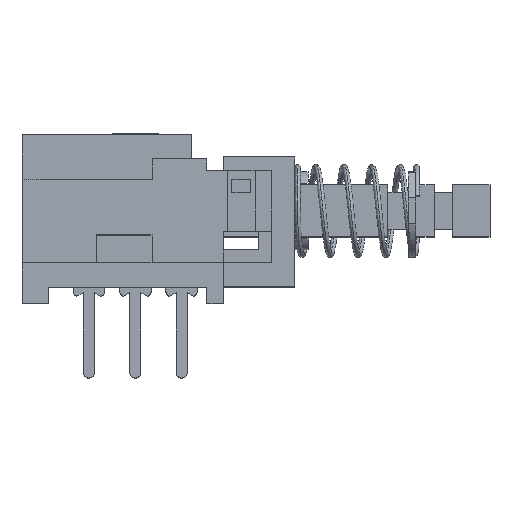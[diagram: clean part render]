
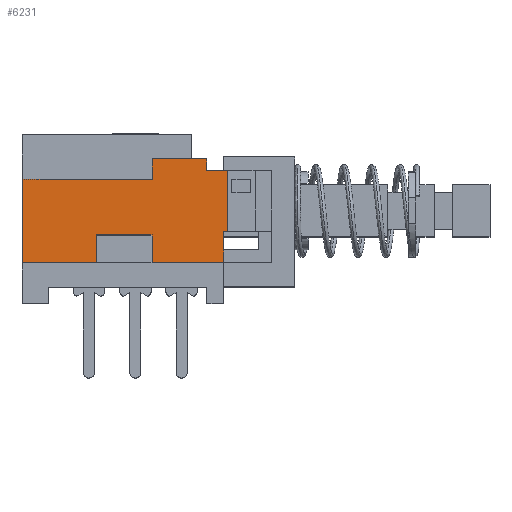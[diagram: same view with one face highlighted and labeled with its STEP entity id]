
A CAD part, top view. The second image highlights one B-rep face of the part: STEP entity #6231.
In plain terms, the highlighted planar face has unit normal (0, 0, 1).
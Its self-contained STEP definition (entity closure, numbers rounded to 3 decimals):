
#1049 = CARTESIAN_POINT ( 'NONE',  ( -3.35, 2.2, 3.65 ) ) ;
#1197 = ORIENTED_EDGE ( 'NONE', *, *, #2916, .T. ) ;
#1233 = CARTESIAN_POINT ( 'NONE',  ( 3.7, 3.9, 3.65 ) ) ;
#1462 = CARTESIAN_POINT ( 'NONE',  ( -3.35, 2.2, 3.65 ) ) ;
#1823 = CARTESIAN_POINT ( 'NONE',  ( 3.5, 2.2, 3.65 ) ) ;
#1864 = CARTESIAN_POINT ( 'NONE',  ( 3.5, 2.9, 3.65 ) ) ;
#1885 = DIRECTION ( 'NONE',  ( -1., 0., 0. ) ) ;
#1968 = EDGE_CURVE ( 'NONE', #14422, #8368, #8811, .T. ) ;
#2181 = CARTESIAN_POINT ( 'NONE',  ( 4.8, 3.9, 3.65 ) ) ;
#2311 = VECTOR ( 'NONE', #13836, 1000. ) ;
#2366 = DIRECTION ( 'NONE',  ( 0., -1., 0. ) ) ;
#2459 = DIRECTION ( 'NONE',  ( 0., -1., 0. ) ) ;
#2607 = VECTOR ( 'NONE', #2366, 1000. ) ;
#2639 = ORIENTED_EDGE ( 'NONE', *, *, #12960, .T. ) ;
#2734 = ORIENTED_EDGE ( 'NONE', *, *, #8103, .T. ) ;
#2916 = EDGE_CURVE ( 'NONE', #6288, #8972, #4405, .T. ) ;
#3012 = EDGE_LOOP ( 'NONE', ( #14062, #1197, #9491, #6058, #4776, #4496, #11026, #9638, #4533, #13592, #2734, #2639, #8409, #10904, #10897 ) ) ;
#3437 = VECTOR ( 'NONE', #11027, 1000. ) ;
#3509 = VECTOR ( 'NONE', #9393, 1000. ) ;
#3779 = LINE ( 'NONE', #4354, #3437 ) ;
#3822 = VERTEX_POINT ( 'NONE', #5608 ) ;
#3856 = FACE_OUTER_BOUND ( 'NONE', #3012, .T. ) ;
#4127 = CARTESIAN_POINT ( 'NONE',  ( -0.35, 2.2, 3.65 ) ) ;
#4273 = LINE ( 'NONE', #7273, #12943 ) ;
#4354 = CARTESIAN_POINT ( 'NONE',  ( 3.5, 2.2, 3.65 ) ) ;
#4405 = LINE ( 'NONE', #10985, #14508 ) ;
#4496 = ORIENTED_EDGE ( 'NONE', *, *, #4978, .T. ) ;
#4533 = ORIENTED_EDGE ( 'NONE', *, *, #10149, .T. ) ;
#4555 = EDGE_CURVE ( 'NONE', #11913, #3822, #10930, .T. ) ;
#4615 = VECTOR ( 'NONE', #13499, 1000. ) ;
#4677 = LINE ( 'NONE', #5389, #13370 ) ;
#4755 = CARTESIAN_POINT ( 'NONE',  ( 3.5, 7.171, 3.65 ) ) ;
#4776 = ORIENTED_EDGE ( 'NONE', *, *, #1968, .T. ) ;
#4826 = EDGE_CURVE ( 'NONE', #9396, #11456, #4950, .T. ) ;
#4950 = LINE ( 'NONE', #1864, #4615 ) ;
#4978 = EDGE_CURVE ( 'NONE', #8368, #11913, #13921, .T. ) ;
#5015 = CARTESIAN_POINT ( 'NONE',  ( 2.6, 7.8, 3.65 ) ) ;
#5070 = EDGE_CURVE ( 'NONE', #14077, #14422, #8700, .T. ) ;
#5162 = CARTESIAN_POINT ( 'NONE',  ( 3.7, 7.171, 3.65 ) ) ;
#5214 = EDGE_CURVE ( 'NONE', #5967, #6288, #12078, .T. ) ;
#5317 = VECTOR ( 'NONE', #13137, 1000. ) ;
#5389 = CARTESIAN_POINT ( 'NONE',  ( 3.5, 3.7, 3.65 ) ) ;
#5482 = DIRECTION ( 'NONE',  ( 1., 0., 0. ) ) ;
#5608 = CARTESIAN_POINT ( 'NONE',  ( -7.35, 6.7, 3.65 ) ) ;
#5750 = VECTOR ( 'NONE', #2459, 1000. ) ;
#5800 = PLANE ( 'NONE',  #12045 ) ;
#5967 = VERTEX_POINT ( 'NONE', #14258 ) ;
#6058 = ORIENTED_EDGE ( 'NONE', *, *, #5070, .T. ) ;
#6104 = VECTOR ( 'NONE', #8520, 1000. ) ;
#6231 = ADVANCED_FACE ( 'NONE', ( #3856 ), #5800, .T. ) ;
#6263 = VECTOR ( 'NONE', #9695, 1000. ) ;
#6288 = VERTEX_POINT ( 'NONE', #1233 ) ;
#6535 = CARTESIAN_POINT ( 'NONE',  ( 3.5, 2.2, 3.65 ) ) ;
#6821 = CARTESIAN_POINT ( 'NONE',  ( -3.35, 3.7, 3.65 ) ) ;
#6867 = VERTEX_POINT ( 'NONE', #14517 ) ;
#6959 = VERTEX_POINT ( 'NONE', #6821 ) ;
#7012 = VERTEX_POINT ( 'NONE', #9626 ) ;
#7113 = EDGE_CURVE ( 'NONE', #5967, #9396, #8762, .T. ) ;
#7273 = CARTESIAN_POINT ( 'NONE',  ( -7.35, 2.2, 3.65 ) ) ;
#7312 = CARTESIAN_POINT ( 'NONE',  ( 3.5, 2.9, 3.65 ) ) ;
#7657 = EDGE_CURVE ( 'NONE', #8972, #14077, #11106, .T. ) ;
#8032 = DIRECTION ( 'NONE',  ( 0., -1., 0. ) ) ;
#8082 = CARTESIAN_POINT ( 'NONE',  ( -0.35, 2.2, 3.65 ) ) ;
#8103 = EDGE_CURVE ( 'NONE', #6959, #6867, #4677, .T. ) ;
#8368 = VERTEX_POINT ( 'NONE', #10461 ) ;
#8409 = ORIENTED_EDGE ( 'NONE', *, *, #10770, .T. ) ;
#8506 = LINE ( 'NONE', #1823, #6263 ) ;
#8520 = DIRECTION ( 'NONE',  ( 0., 1., 0. ) ) ;
#8590 = CARTESIAN_POINT ( 'NONE',  ( 3.5, 6.7, 3.65 ) ) ;
#8700 = LINE ( 'NONE', #12921, #6104 ) ;
#8762 = LINE ( 'NONE', #6535, #3509 ) ;
#8811 = LINE ( 'NONE', #11907, #5317 ) ;
#8972 = VERTEX_POINT ( 'NONE', #5162 ) ;
#8999 = VECTOR ( 'NONE', #1885, 1000. ) ;
#9051 = VECTOR ( 'NONE', #5482, 1000. ) ;
#9118 = CARTESIAN_POINT ( 'NONE',  ( 3.5, 2.2, 3.65 ) ) ;
#9393 = DIRECTION ( 'NONE',  ( 0., -1., 0. ) ) ;
#9396 = VERTEX_POINT ( 'NONE', #7312 ) ;
#9491 = ORIENTED_EDGE ( 'NONE', *, *, #7657, .T. ) ;
#9626 = CARTESIAN_POINT ( 'NONE',  ( -7.35, 2.2, 3.65 ) ) ;
#9638 = ORIENTED_EDGE ( 'NONE', *, *, #11818, .T. ) ;
#9695 = DIRECTION ( 'NONE',  ( 1., 0., 0. ) ) ;
#9798 = DIRECTION ( 'NONE',  ( 1., 0., 0. ) ) ;
#9947 = VERTEX_POINT ( 'NONE', #1462 ) ;
#10149 = EDGE_CURVE ( 'NONE', #7012, #9947, #3779, .T. ) ;
#10461 = CARTESIAN_POINT ( 'NONE',  ( -0.35, 7.8, 3.65 ) ) ;
#10770 = EDGE_CURVE ( 'NONE', #14624, #11456, #8506, .T. ) ;
#10897 = ORIENTED_EDGE ( 'NONE', *, *, #7113, .F. ) ;
#10904 = ORIENTED_EDGE ( 'NONE', *, *, #4826, .F. ) ;
#10930 = LINE ( 'NONE', #8590, #8999 ) ;
#10985 = CARTESIAN_POINT ( 'NONE',  ( 3.7, 2.2, 3.65 ) ) ;
#11026 = ORIENTED_EDGE ( 'NONE', *, *, #4555, .T. ) ;
#11027 = DIRECTION ( 'NONE',  ( 1., 0., 0. ) ) ;
#11034 = DIRECTION ( 'NONE',  ( 0., 1., 0. ) ) ;
#11106 = LINE ( 'NONE', #4755, #2311 ) ;
#11237 = LINE ( 'NONE', #8082, #2607 ) ;
#11307 = CARTESIAN_POINT ( 'NONE',  ( -0.35, 2.2, 3.65 ) ) ;
#11367 = CARTESIAN_POINT ( 'NONE',  ( 2.6, 7.171, 3.65 ) ) ;
#11456 = VERTEX_POINT ( 'NONE', #14666 ) ;
#11721 = CARTESIAN_POINT ( 'NONE',  ( -0.35, 6.7, 3.65 ) ) ;
#11818 = EDGE_CURVE ( 'NONE', #3822, #7012, #4273, .T. ) ;
#11907 = CARTESIAN_POINT ( 'NONE',  ( 3.5, 7.8, 3.65 ) ) ;
#11913 = VERTEX_POINT ( 'NONE', #11721 ) ;
#12045 = AXIS2_PLACEMENT_3D ( 'NONE', #9118, #13757, #8032 ) ;
#12078 = LINE ( 'NONE', #2181, #9051 ) ;
#12843 = EDGE_CURVE ( 'NONE', #9947, #6959, #13633, .T. ) ;
#12921 = CARTESIAN_POINT ( 'NONE',  ( 2.6, 2.2, 3.65 ) ) ;
#12943 = VECTOR ( 'NONE', #14203, 1000. ) ;
#12960 = EDGE_CURVE ( 'NONE', #6867, #14624, #11237, .T. ) ;
#13137 = DIRECTION ( 'NONE',  ( -1., 0., 0. ) ) ;
#13263 = VECTOR ( 'NONE', #13345, 1000. ) ;
#13345 = DIRECTION ( 'NONE',  ( 0., 1., 0. ) ) ;
#13370 = VECTOR ( 'NONE', #9798, 1000. ) ;
#13499 = DIRECTION ( 'NONE',  ( 0., -1., 0. ) ) ;
#13592 = ORIENTED_EDGE ( 'NONE', *, *, #12843, .T. ) ;
#13633 = LINE ( 'NONE', #1049, #13263 ) ;
#13757 = DIRECTION ( 'NONE',  ( 0., 0., 1. ) ) ;
#13836 = DIRECTION ( 'NONE',  ( -1., 0., 0. ) ) ;
#13921 = LINE ( 'NONE', #11307, #5750 ) ;
#14062 = ORIENTED_EDGE ( 'NONE', *, *, #5214, .T. ) ;
#14077 = VERTEX_POINT ( 'NONE', #11367 ) ;
#14203 = DIRECTION ( 'NONE',  ( 0., -1., 0. ) ) ;
#14258 = CARTESIAN_POINT ( 'NONE',  ( 3.5, 3.9, 3.65 ) ) ;
#14422 = VERTEX_POINT ( 'NONE', #5015 ) ;
#14508 = VECTOR ( 'NONE', #11034, 1000. ) ;
#14517 = CARTESIAN_POINT ( 'NONE',  ( -0.35, 3.7, 3.65 ) ) ;
#14624 = VERTEX_POINT ( 'NONE', #4127 ) ;
#14666 = CARTESIAN_POINT ( 'NONE',  ( 3.5, 2.2, 3.65 ) ) ;
